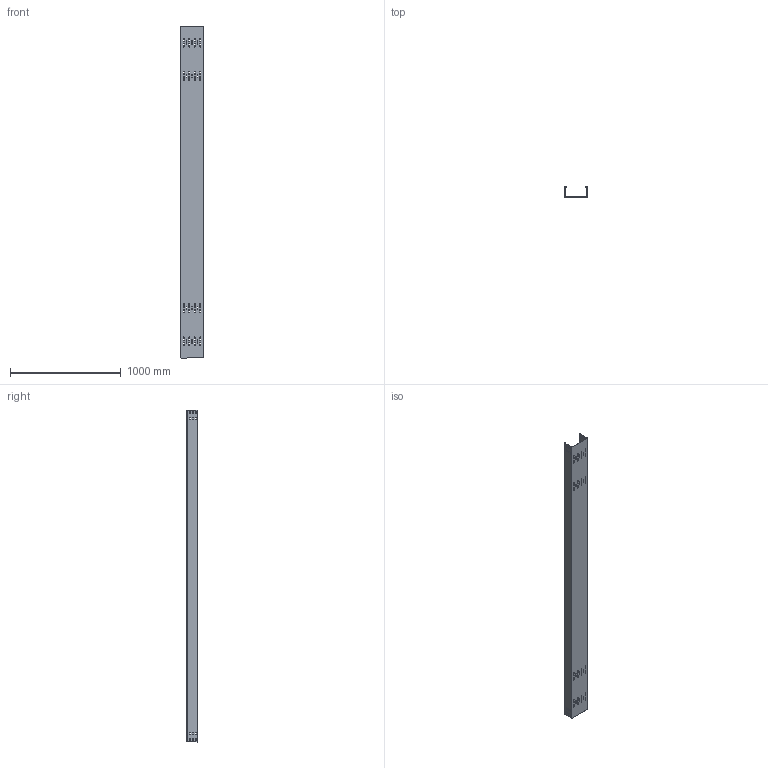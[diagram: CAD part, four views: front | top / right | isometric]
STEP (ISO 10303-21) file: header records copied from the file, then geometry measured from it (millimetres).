
FILE_DESCRIPTION (( 'STEP AP214' ), '1' );
FILE_NAME ('6062002.stp', '2019-12-11T10:37:50', ( '' ), ( '' ), 'SwSTEP 2.0', 'SolidWorks 2018', '' );
FILE_SCHEMA (( 'AUTOMOTIVE_DESIGN' ));
Length unit declared in the file: millimetre
Products named in the file (1): 6062002
Bounding box: 200 x 98 x 3000 mm (x, y, z)
Volume: 2479493.7 mm3; surface area: 2501802.1 mm2
Topology: 1 solids, 1 shells, 374 faces, 1100 edges, 728 vertices
Faces by surface type: cylinder 208, plane 166
Entity records: 12878 total; most frequent: DIRECTION 2266, CARTESIAN_POINT 2203, ORIENTED_EDGE 2200, EDGE_CURVE 1100, AXIS2_PLACEMENT_3D 791, VERTEX_POINT 728, VECTOR 684, LINE 684
